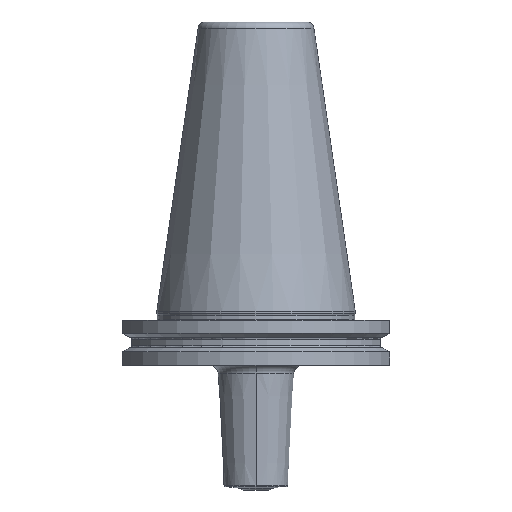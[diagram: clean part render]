
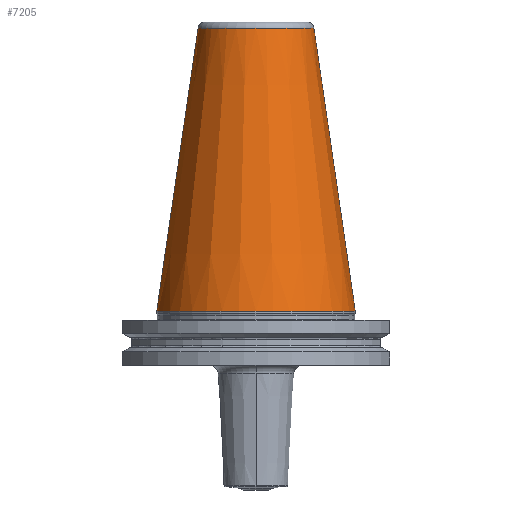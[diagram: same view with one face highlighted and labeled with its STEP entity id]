
A CAD part, front view. The second image highlights one B-rep face of the part: STEP entity #7205.
In plain terms, the highlighted conical face has half-angle 8.3 degrees and reference radius 27.659 mm.
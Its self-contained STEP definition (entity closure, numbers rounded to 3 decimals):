
#3067=CARTESIAN_POINT('',(0.,0.,0.));
#3068=DIRECTION('',(0.,0.,1.));
#3069=DIRECTION('',(-1.,0.,0.));
#3070=AXIS2_PLACEMENT_3D('',#3067,#3068,#3069);
#3083=CARTESIAN_POINT('',(0.,0.,99.611));
#3084=DIRECTION('',(0.,0.,1.));
#3085=DIRECTION('',(-1.,0.,0.));
#3086=AXIS2_PLACEMENT_3D('',#3083,#3084,#3085);
#3275=DIRECTION('',(0.144,0.,0.99));
#3276=VECTOR('',#3275,100.665);
#3277=CARTESIAN_POINT('',(-34.925,0.,0.));
#3278=LINE('',#3277,#3276);
#3290=DIRECTION('',(-0.144,0.,0.99));
#3291=VECTOR('',#3290,100.665);
#3292=CARTESIAN_POINT('',(34.925,0.,0.));
#3293=LINE('',#3292,#3291);
#4924=CARTESIAN_POINT('',(34.925,0.,0.));
#4925=VERTEX_POINT('',#4924);
#4926=CARTESIAN_POINT('',(-34.925,0.,0.));
#4927=VERTEX_POINT('',#4926);
#5100=CARTESIAN_POINT('',(-20.393,0.,99.611));
#5101=CARTESIAN_POINT('',(20.393,0.,99.611));
#5102=VERTEX_POINT('',#5100);
#5103=VERTEX_POINT('',#5101);
#7191=CARTESIAN_POINT('',(0.,0.,49.805));
#7192=DIRECTION('',(0.,0.,-1.));
#7193=DIRECTION('',(-1.,0.,0.));
#7194=AXIS2_PLACEMENT_3D('',#7191,#7192,#7193);
#7195=CONICAL_SURFACE('',#7194,27.659,8.3);
#7197=ORIENTED_EDGE('',*,*,#7196,.T.);
#7199=ORIENTED_EDGE('',*,*,#7198,.F.);
#7200=ORIENTED_EDGE('',*,*,#7186,.F.);
#7202=ORIENTED_EDGE('',*,*,#7201,.T.);
#7203=EDGE_LOOP('',(#7197,#7199,#7200,#7202));
#7204=FACE_OUTER_BOUND('',#7203,.F.);
#3071=CIRCLE('',#3070,34.925);
#3087=CIRCLE('',#3086,20.393);
#7186=EDGE_CURVE('',#4927,#4925,#3071,.T.);
#7196=EDGE_CURVE('',#5102,#5103,#3087,.T.);
#7198=EDGE_CURVE('',#4925,#5103,#3293,.T.);
#7201=EDGE_CURVE('',#4927,#5102,#3278,.T.);
#7205=ADVANCED_FACE('',(#7204),#7195,.T.);
